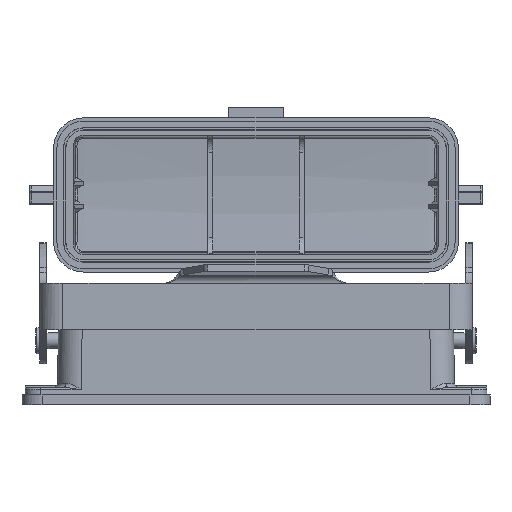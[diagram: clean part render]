
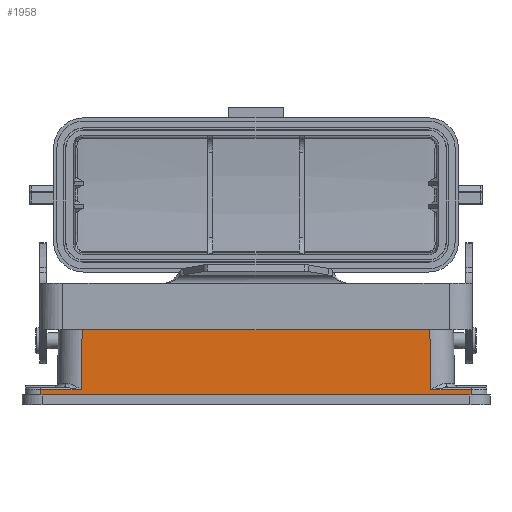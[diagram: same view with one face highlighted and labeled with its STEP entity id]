
A CAD part, left-side view. The second image highlights one B-rep face of the part: STEP entity #1958.
In plain terms, the highlighted planar face has unit normal (-1, 0, 0.014).
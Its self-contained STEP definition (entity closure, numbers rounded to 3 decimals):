
#622=FACE_OUTER_BOUND('',#5604,.T.);
#1958=ADVANCED_FACE('',(#622),#2801,.T.);
#2801=PLANE('',#14576);
#3162=LINE('',#20281,#4254);
#3307=LINE('',#20737,#4399);
#3308=LINE('',#20740,#4400);
#3309=LINE('',#20741,#4401);
#3310=LINE('',#20743,#4402);
#3311=LINE('',#20745,#4403);
#3312=LINE('',#20747,#4404);
#3313=LINE('',#20749,#4405);
#4254=VECTOR('',#16018,1.);
#4399=VECTOR('',#16383,1.);
#4400=VECTOR('',#16384,1.);
#4401=VECTOR('',#16385,1.);
#4402=VECTOR('',#16386,1.);
#4403=VECTOR('',#16387,1.);
#4404=VECTOR('',#16388,1.);
#4405=VECTOR('',#16389,1.);
#5604=EDGE_LOOP('',(#7096,#7097,#7098,#7099,#7100,#7101,#7102,#7103));
#7096=ORIENTED_EDGE('',*,*,#12505,.T.);
#7097=ORIENTED_EDGE('',*,*,#12506,.T.);
#7098=ORIENTED_EDGE('',*,*,#12295,.T.);
#7099=ORIENTED_EDGE('',*,*,#12507,.T.);
#7100=ORIENTED_EDGE('',*,*,#12508,.T.);
#7101=ORIENTED_EDGE('',*,*,#12509,.T.);
#7102=ORIENTED_EDGE('',*,*,#12510,.T.);
#7103=ORIENTED_EDGE('',*,*,#12511,.T.);
#10971=VERTEX_POINT('',#20282);
#10972=VERTEX_POINT('',#20283);
#11142=VERTEX_POINT('',#20738);
#11143=VERTEX_POINT('',#20739);
#11144=VERTEX_POINT('',#20742);
#11145=VERTEX_POINT('',#20744);
#11146=VERTEX_POINT('',#20746);
#11147=VERTEX_POINT('',#20748);
#12295=EDGE_CURVE('',#10971,#10972,#3162,.T.);
#12505=EDGE_CURVE('',#11142,#11143,#3307,.T.);
#12506=EDGE_CURVE('',#11143,#10971,#3308,.T.);
#12507=EDGE_CURVE('',#10972,#11144,#3309,.T.);
#12508=EDGE_CURVE('',#11144,#11145,#3310,.T.);
#12509=EDGE_CURVE('',#11145,#11146,#3311,.T.);
#12510=EDGE_CURVE('',#11146,#11147,#3312,.T.);
#12511=EDGE_CURVE('',#11147,#11142,#3313,.T.);
#14576=AXIS2_PLACEMENT_3D('',#20750,#16390,#16391);
#16018=DIRECTION('',(-0.014,0.017,-1.));
#16383=DIRECTION('',(0.014,0.017,1.));
#16384=DIRECTION('',(0.,1.,0.));
#16385=DIRECTION('',(0.,1.,0.));
#16386=DIRECTION('',(-0.014,0.017,-1.));
#16387=DIRECTION('',(0.,-1.,0.));
#16388=DIRECTION('',(0.014,0.017,1.));
#16389=DIRECTION('',(0.,1.,0.));
#16390=DIRECTION('',(-1.,0.,0.014));
#16391=DIRECTION('',(0.014,0.,1.));
#20281=CARTESIAN_POINT('',(-21.363,52.762,0.921));
#20282=CARTESIAN_POINT('',(-21.08,52.408,21.202));
#20283=CARTESIAN_POINT('',(-21.333,52.724,3.109));
#20737=CARTESIAN_POINT('',(-21.363,-52.762,0.921));
#20738=CARTESIAN_POINT('',(-21.333,-52.724,3.109));
#20739=CARTESIAN_POINT('',(-21.08,-52.408,21.202));
#20740=CARTESIAN_POINT('',(-21.08,52.405,21.202));
#20741=CARTESIAN_POINT('',(-21.333,0.,3.109));
#20742=CARTESIAN_POINT('',(-21.333,64.941,3.109));
#20743=CARTESIAN_POINT('',(-21.36,64.975,1.134));
#20744=CARTESIAN_POINT('',(-21.376,64.995,0.));
#20745=CARTESIAN_POINT('',(-21.376,0.,0.));
#20746=CARTESIAN_POINT('',(-21.376,-64.995,0.));
#20747=CARTESIAN_POINT('',(-21.385,-65.006,-0.62));
#20748=CARTESIAN_POINT('',(-21.333,-64.941,3.109));
#20749=CARTESIAN_POINT('',(-21.333,0.,3.109));
#20750=CARTESIAN_POINT('',(-21.376,0.,0.));
